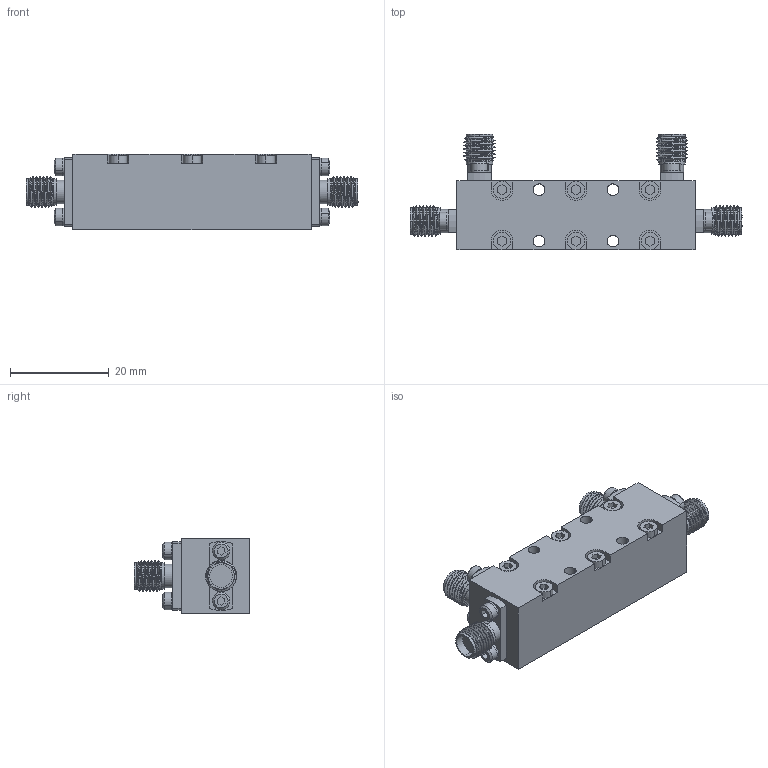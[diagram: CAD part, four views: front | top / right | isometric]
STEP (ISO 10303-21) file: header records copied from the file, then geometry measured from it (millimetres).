
FILE_DESCRIPTION(('CATIA V5 STEP Exchange'),'2;1');
FILE_NAME('C200240.stp','2019-03-28T00:11:21+00:00',('none'),('none'),'CATIA Version 5 Release 20 GA (IN-10)','CATIA V5 STEP AP203','none');
FILE_SCHEMA(('CONFIG_CONTROL_DESIGN'));
Length unit declared in the file: millimetre
Products named in the file (1): C200240
Assembly tree (19 placements, depth 2):
  C200240
    #58  x4
    #8972  x8
    #9675
    #10851  x6
Bounding box: 67.31 x 23.49 x 15.24 mm (x, y, z)
Volume: 11228 mm3; surface area: 6463.4 mm2
Topology: 23 solids, 23 shells, 1354 faces, 3106 edges, 1852 vertices
Faces by surface type: bspline 784, cylinder 230, plane 214, cone 102, torus 24
Entity records: 11157 total; most frequent: CARTESIAN_POINT 5546, ORIENTED_EDGE 1560, EDGE_CURVE 780, DIRECTION 583, VERTEX_POINT 468, EDGE_LOOP 352, ADVANCED_FACE 331, FACE_OUTER_BOUND 331
